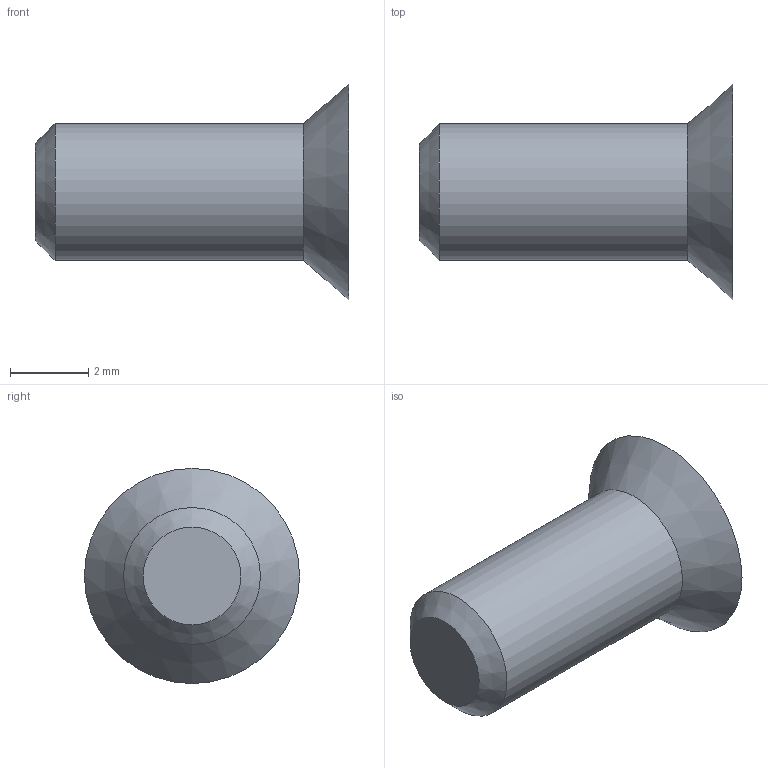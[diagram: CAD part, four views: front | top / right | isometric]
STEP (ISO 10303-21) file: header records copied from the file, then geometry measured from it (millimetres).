
FILE_DESCRIPTION(('FreeCAD Model'),'2;1');
FILE_NAME('Hammond_1455K1201-Screw.step', '2019-09-06T15:54:43',('Author'),(''), 'Open CASCADE STEP processor 7.3','FreeCAD','Unknown');
FILE_SCHEMA(('AUTOMOTIVE_DESIGN { 1 0 10303 214 1 1 1 1 }'));
Length unit declared in the file: millimetre
Products named in the file (1): 1455_screw
Bounding box: 8 x 5.5 x 5.5 mm (x, y, z)
Volume: 76.5 mm3; surface area: 140.8 mm2
Topology: 1 solids, 1 shells, 18 faces, 44 edges, 29 vertices
Faces by surface type: plane 11, cone 6, cylinder 1
Full cylindrical faces by diameter (mm): 3.5 x1
Entity records: 1318 total; most frequent: CARTESIAN_POINT 469, DIRECTION 147, ORIENTED_EDGE 88, PCURVE 88, DEFINITIONAL_REPRESENTATION 88, LINE 81, VECTOR 81, EDGE_CURVE 44
